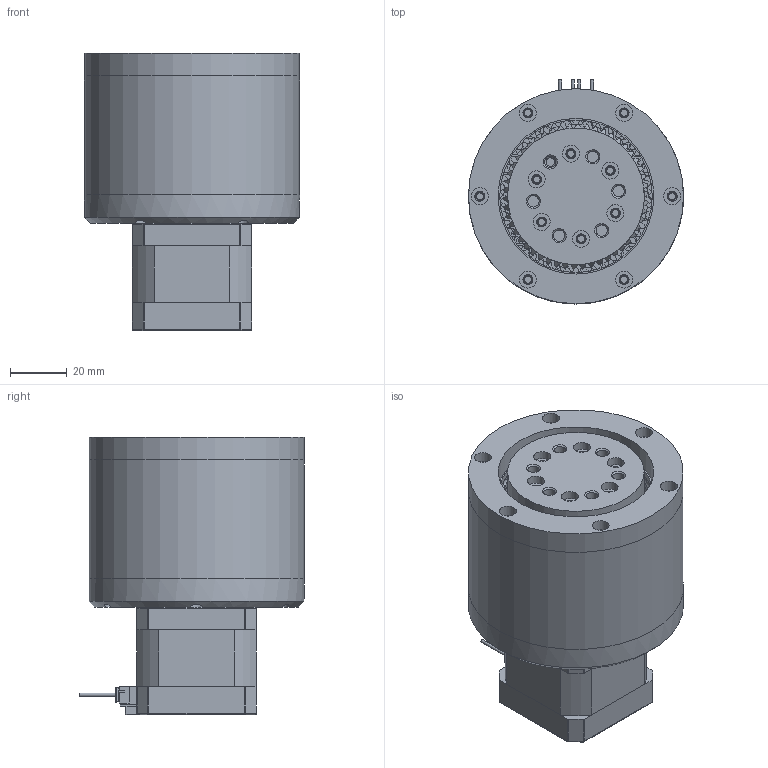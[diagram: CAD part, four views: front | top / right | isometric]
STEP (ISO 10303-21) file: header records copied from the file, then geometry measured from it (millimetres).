
FILE_DESCRIPTION(/* description */ ('STEP AP242','CAx-IF Rec.Pracs.---Representation and Presentation of Product Manufacturing Information (PMI)---4.0---2014-10-13','CAx-IF Rec.Pracs.---3D Tessellated Geometry---0.4---2014-09-14','2;1'),/* implementation_level */ '2;1');
FILE_NAME(/* name */ '665c3d1541e3f625fc47b859',/* time_stamp */ '2024-06-02T09:36:23Z',/* author */ (''),/* organization */ (''),/* preprocessor_version */ 'ST-DEVELOPER v20',/* originating_system */ ' ',/* authorisation */ ' ');
FILE_SCHEMA (('AP242_MANAGED_MODEL_BASED_3D_ENGINEERING_MIM_LF { 1 0 10303 442 1 1 4 }'));
Length unit declared in the file: metre
Products named in the file (25): HarmonicDriveV2; CircularSplineStage3V2; Nema17x38 v1; OutputGearboxV2; CircularSplineStage1LP; CircularSpline1UP <1>; insert M3 v1; CircularSplineStage1UP; skf_bearing_61809_2 <1>; skf_bearing_61809_2_1; WaveGenerator <1>; M3-Nut; WaveGeneratorP1; M3-15mm; skf_bearing_607_2 <3>; 1; WaveGeneratorP2; skf_bearing_607_2 <2>; skf_bearing_607_2 <1>; FlexSpline <1>; FlexSpline
Assembly tree (49 placements, depth 4):
  HarmonicDriveV2
    CircularSplineStage3V2
    Nema17x38 v1
    OutputGearboxV2
    CircularSplineStage1LP
    CircularSpline1UP <1>
      insert M3 v1  x12
      CircularSplineStage1UP
      skf_bearing_61809_2 <1>
        skf_bearing_61809_2_1
        skf_bearing_61809_2_1
        skf_bearing_61809_2_1
    WaveGenerator <1>
      M3-Nut  x2
      WaveGeneratorP1
      M3-15mm  x2
      skf_bearing_607_2 <3>
        1
        1
        1
      WaveGeneratorP2
      skf_bearing_607_2 <2>
        1
        1
        1
      skf_bearing_607_2 <1>
        1
        1
        1
    FlexSpline <1>
      insert M3 v1  x6
      FlexSpline
Bounding box: 76 x 79.25 x 98 mm (x, y, z)
Volume: 265850.1 mm3; surface area: 98193.9 mm2
Topology: 42 solids, 42 shells, 4095 faces, 11167 edges, 7409 vertices
Faces by surface type: bspline 1792, cylinder 940, plane 858, cone 359, torus 86, sphere 60
Full cylindrical faces by diameter (mm): 1.132 x2, 1.14 x6, 2.459 x18, 2.5 x4, 3 x4, 3.5 x26, 3.6 x18, 4 x42, 4.6 x4, 5 x2, 5.5 x2, 5.6 x2, 6 x29, 7 x5, 7.1 x3, 10 x5, 11.1 x6, 15.2 x6, 16 x1, 16.5 x6, 19 x3, 19.3 x1, 22 x1, 23 x1, 43.5 x1, 45 x1, 45.3 x1, 47.5 x1, 48.2 x2, 48.3 x1
Entity records: 51565 total; most frequent: CARTESIAN_POINT 18814, ORIENTED_EDGE 6438, DIRECTION 5876, EDGE_CURVE 3219, AXIS2_PLACEMENT_3D 2311, VERTEX_POINT 2247, FACE_BOUND 1830, EDGE_LOOP 1826
